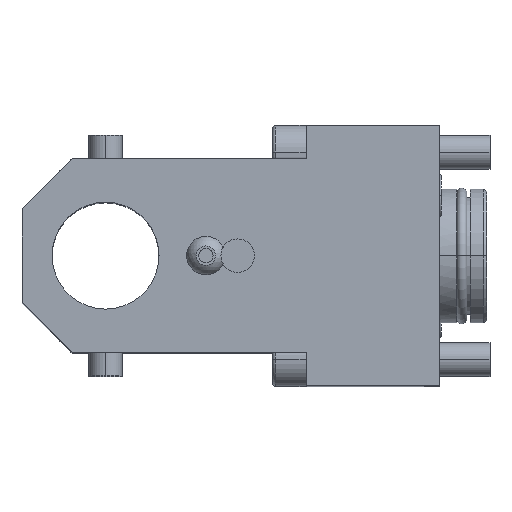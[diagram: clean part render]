
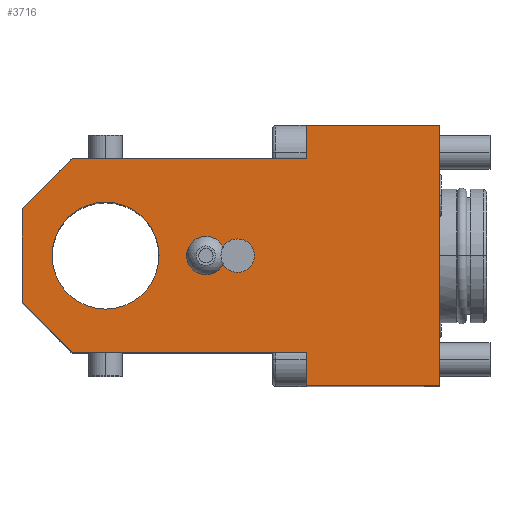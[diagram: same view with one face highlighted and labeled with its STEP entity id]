
A CAD part, top view. The second image highlights one B-rep face of the part: STEP entity #3716.
In plain terms, the highlighted planar face has unit normal (0, 0, 1).
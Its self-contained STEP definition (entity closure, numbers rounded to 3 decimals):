
#576=DIRECTION('',(0.,1.,0.));
#577=VECTOR('',#576,78.);
#578=CARTESIAN_POINT('',(0.,-39.,65.));
#579=LINE('',#578,#577);
#580=DIRECTION('',(1.,0.,0.));
#581=VECTOR('',#580,40.);
#582=CARTESIAN_POINT('',(-40.,-39.,65.));
#583=LINE('',#582,#581);
#584=DIRECTION('',(0.,-1.,0.));
#585=VECTOR('',#584,10.);
#586=CARTESIAN_POINT('',(-40.,-29.,65.));
#587=LINE('',#586,#585);
#588=DIRECTION('',(1.,0.,0.));
#589=VECTOR('',#588,70.);
#590=CARTESIAN_POINT('',(-110.,-29.,65.));
#591=LINE('',#590,#589);
#592=DIRECTION('',(0.707,-0.707,0.));
#593=VECTOR('',#592,21.213);
#594=CARTESIAN_POINT('',(-125.,-14.,65.));
#595=LINE('',#594,#593);
#596=DIRECTION('',(0.,-1.,0.));
#597=VECTOR('',#596,28.);
#598=CARTESIAN_POINT('',(-125.,14.,65.));
#599=LINE('',#598,#597);
#600=DIRECTION('',(-0.707,-0.707,0.));
#601=VECTOR('',#600,21.213);
#602=CARTESIAN_POINT('',(-110.,29.,65.));
#603=LINE('',#602,#601);
#604=DIRECTION('',(-1.,0.,0.));
#605=VECTOR('',#604,70.);
#606=CARTESIAN_POINT('',(-40.,29.,65.));
#607=LINE('',#606,#605);
#608=DIRECTION('',(0.,-1.,0.));
#609=VECTOR('',#608,10.);
#610=CARTESIAN_POINT('',(-40.,39.,65.));
#611=LINE('',#610,#609);
#612=DIRECTION('',(-1.,0.,0.));
#613=VECTOR('',#612,40.);
#614=CARTESIAN_POINT('',(0.,39.,65.));
#615=LINE('',#614,#613);
#616=CARTESIAN_POINT('',(-100.,0.,65.));
#617=DIRECTION('',(0.,0.,1.));
#618=DIRECTION('',(0.,1.,0.));
#619=AXIS2_PLACEMENT_3D('',#616,#617,#618);
#621=CARTESIAN_POINT('',(-100.,0.,65.));
#622=DIRECTION('',(0.,0.,1.));
#623=DIRECTION('',(0.,-1.,0.));
#624=AXIS2_PLACEMENT_3D('',#621,#622,#623);
#626=CARTESIAN_POINT('',(-70.,0.,65.));
#627=DIRECTION('',(0.,0.,1.));
#628=DIRECTION('',(0.,1.,0.));
#629=AXIS2_PLACEMENT_3D('',#626,#627,#628);
#631=CARTESIAN_POINT('',(-70.,0.,65.));
#632=DIRECTION('',(0.,0.,1.));
#633=DIRECTION('',(0.,-1.,0.));
#634=AXIS2_PLACEMENT_3D('',#631,#632,#633);
#636=CARTESIAN_POINT('',(-60.5,0.,65.));
#637=DIRECTION('',(0.,0.,-1.));
#638=DIRECTION('',(0.,1.,0.));
#639=AXIS2_PLACEMENT_3D('',#636,#637,#638);
#641=CARTESIAN_POINT('',(-60.5,0.,65.));
#642=DIRECTION('',(0.,0.,-1.));
#643=DIRECTION('',(0.,-1.,0.));
#644=AXIS2_PLACEMENT_3D('',#641,#642,#643);
#2405=CARTESIAN_POINT('',(0.,-39.,65.));
#2406=CARTESIAN_POINT('',(0.,39.,65.));
#2407=VERTEX_POINT('',#2405);
#2408=VERTEX_POINT('',#2406);
#2409=CARTESIAN_POINT('',(-40.,39.,65.));
#2410=VERTEX_POINT('',#2409);
#2411=CARTESIAN_POINT('',(-40.,29.,65.));
#2412=CARTESIAN_POINT('',(-110.,29.,65.));
#2413=VERTEX_POINT('',#2411);
#2414=VERTEX_POINT('',#2412);
#2415=CARTESIAN_POINT('',(-125.,14.,65.));
#2416=VERTEX_POINT('',#2415);
#2417=CARTESIAN_POINT('',(-125.,-14.,65.));
#2418=VERTEX_POINT('',#2417);
#2419=CARTESIAN_POINT('',(-110.,-29.,65.));
#2420=VERTEX_POINT('',#2419);
#2421=CARTESIAN_POINT('',(-40.,-29.,65.));
#2422=VERTEX_POINT('',#2421);
#2423=CARTESIAN_POINT('',(-40.,-39.,65.));
#2424=VERTEX_POINT('',#2423);
#2429=CARTESIAN_POINT('',(-100.,16.,65.));
#2430=CARTESIAN_POINT('',(-100.,-16.,65.));
#2431=VERTEX_POINT('',#2429);
#2432=VERTEX_POINT('',#2430);
#2585=CARTESIAN_POINT('',(-70.,5.754,65.));
#2586=CARTESIAN_POINT('',(-70.,-5.754,65.));
#2587=VERTEX_POINT('',#2585);
#2588=VERTEX_POINT('',#2586);
#2609=CARTESIAN_POINT('',(-60.5,2.7,65.));
#2610=CARTESIAN_POINT('',(-60.5,-2.7,65.));
#2611=VERTEX_POINT('',#2609);
#2612=VERTEX_POINT('',#2610);
#3676=CARTESIAN_POINT('',(0.,0.,65.));
#3677=DIRECTION('',(0.,0.,1.));
#3678=DIRECTION('',(0.,1.,0.));
#3679=AXIS2_PLACEMENT_3D('',#3676,#3677,#3678);
#3680=PLANE('',#3679);
#3681=ORIENTED_EDGE('',*,*,#3180,.F.);
#3682=ORIENTED_EDGE('',*,*,#3287,.F.);
#3683=ORIENTED_EDGE('',*,*,#3332,.F.);
#3684=ORIENTED_EDGE('',*,*,#3664,.F.);
#3685=ORIENTED_EDGE('',*,*,#3636,.F.);
#3687=ORIENTED_EDGE('',*,*,#3686,.F.);
#3689=ORIENTED_EDGE('',*,*,#3688,.F.);
#3691=ORIENTED_EDGE('',*,*,#3690,.F.);
#3693=ORIENTED_EDGE('',*,*,#3692,.F.);
#3695=ORIENTED_EDGE('',*,*,#3694,.F.);
#3696=EDGE_LOOP('',(#3681,#3682,#3683,#3684,#3685,#3687,#3689,#3691,#3693,
#3695));
#3697=FACE_OUTER_BOUND('',#3696,.F.);
#3699=ORIENTED_EDGE('',*,*,#3698,.T.);
#3701=ORIENTED_EDGE('',*,*,#3700,.T.);
#3702=EDGE_LOOP('',(#3699,#3701));
#3703=FACE_BOUND('',#3702,.F.);
#3705=ORIENTED_EDGE('',*,*,#3704,.T.);
#3707=ORIENTED_EDGE('',*,*,#3706,.T.);
#3708=EDGE_LOOP('',(#3705,#3707));
#3709=FACE_BOUND('',#3708,.F.);
#3711=ORIENTED_EDGE('',*,*,#3710,.F.);
#3713=ORIENTED_EDGE('',*,*,#3712,.F.);
#3714=EDGE_LOOP('',(#3711,#3713));
#3715=FACE_BOUND('',#3714,.F.);
#3716=ADVANCED_FACE('',(#3697,#3703,#3709,#3715),#3680,.T.);
#620=CIRCLE('',#619,16.);
#625=CIRCLE('',#624,16.);
#630=CIRCLE('',#629,5.754);
#635=CIRCLE('',#634,5.754);
#640=CIRCLE('',#639,2.7);
#645=CIRCLE('',#644,2.7);
#3180=EDGE_CURVE('',#2407,#2408,#579,.T.);
#3287=EDGE_CURVE('',#2424,#2407,#583,.T.);
#3332=EDGE_CURVE('',#2422,#2424,#587,.T.);
#3636=EDGE_CURVE('',#2418,#2420,#595,.T.);
#3664=EDGE_CURVE('',#2420,#2422,#591,.T.);
#3686=EDGE_CURVE('',#2416,#2418,#599,.T.);
#3688=EDGE_CURVE('',#2414,#2416,#603,.T.);
#3690=EDGE_CURVE('',#2413,#2414,#607,.T.);
#3692=EDGE_CURVE('',#2410,#2413,#611,.T.);
#3694=EDGE_CURVE('',#2408,#2410,#615,.T.);
#3698=EDGE_CURVE('',#2431,#2432,#620,.T.);
#3700=EDGE_CURVE('',#2432,#2431,#625,.T.);
#3704=EDGE_CURVE('',#2587,#2588,#630,.T.);
#3706=EDGE_CURVE('',#2588,#2587,#635,.T.);
#3710=EDGE_CURVE('',#2611,#2612,#640,.T.);
#3712=EDGE_CURVE('',#2612,#2611,#645,.T.);
